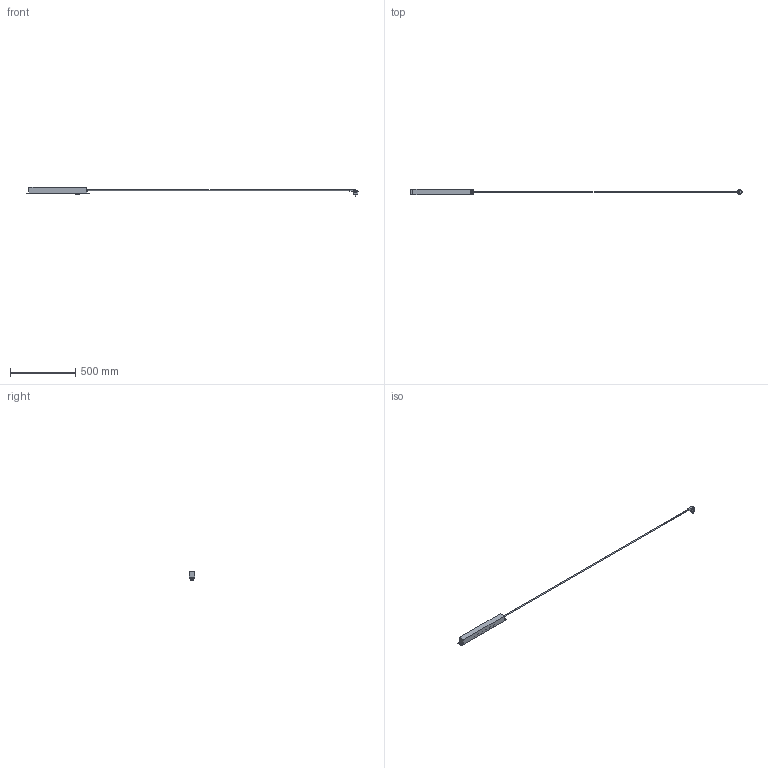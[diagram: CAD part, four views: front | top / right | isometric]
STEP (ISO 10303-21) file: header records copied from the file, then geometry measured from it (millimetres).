
FILE_DESCRIPTION (( 'STEP AP214' ), '1' );
FILE_NAME ('Äåòàëü10.STEP', '2020-09-15T07:02:46', ( '' ), ( '' ), 'SwSTEP 2.0', 'SolidWorks 2017', '' );
FILE_SCHEMA (( 'AUTOMOTIVE_DESIGN' ));
Length unit declared in the file: millimetre
Products named in the file (1): 櫻蠉錪10
Bounding box: 2535.74 x 44.45 x 69.5 mm (x, y, z)
Volume: 873243.7 mm3; surface area: 163416.2 mm2
Topology: 2 solids, 3 shells, 402 faces, 1075 edges, 714 vertices
Faces by surface type: plane 316, cylinder 82, torus 4
Entity records: 12578 total; most frequent: CARTESIAN_POINT 2292, ORIENTED_EDGE 2150, DIRECTION 2081, EDGE_CURVE 1075, LINE 823, VECTOR 823, VERTEX_POINT 714, AXIS2_PLACEMENT_3D 629
